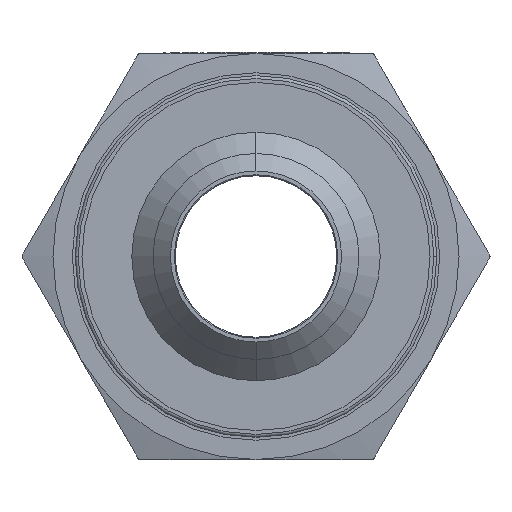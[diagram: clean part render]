
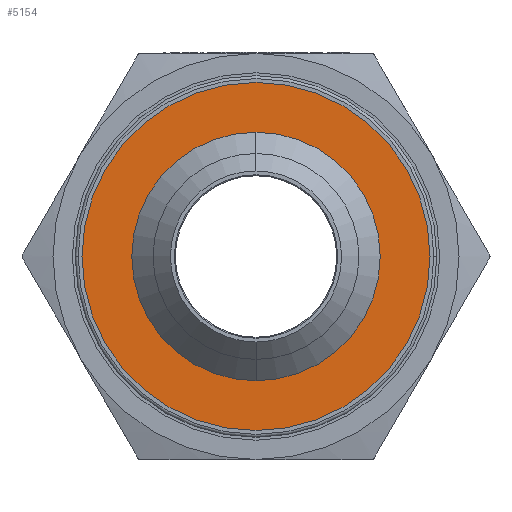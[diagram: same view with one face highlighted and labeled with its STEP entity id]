
A CAD part, left-side view. The second image highlights one B-rep face of the part: STEP entity #5154.
In plain terms, the highlighted planar face has unit normal (-1, 0, 0).
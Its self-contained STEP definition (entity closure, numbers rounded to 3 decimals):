
#781 = DIRECTION ( 'NONE',  ( 0., 1., 0. ) ) ;
#895 = DIRECTION ( 'NONE',  ( -1., 0., 0. ) ) ;
#1349 = AXIS2_PLACEMENT_3D ( 'NONE', #13057, #895, #5446 ) ;
#1667 = DIRECTION ( 'NONE',  ( 1., 0., 0. ) ) ;
#2401 = AXIS2_PLACEMENT_3D ( 'NONE', #9498, #1667, #2809 ) ;
#2724 = ORIENTED_EDGE ( 'NONE', *, *, #14321, .T. ) ;
#2809 = DIRECTION ( 'NONE',  ( 0., 0., 1. ) ) ;
#3051 = CARTESIAN_POINT ( 'NONE',  ( -8.8, 0., 0. ) ) ;
#4091 = CIRCLE ( 'NONE', #2401, 12.85 ) ;
#4520 = VERTEX_POINT ( 'NONE', #10337 ) ;
#4601 = FACE_OUTER_BOUND ( 'NONE', #8819, .T. ) ;
#5154 = ADVANCED_FACE ( 'NONE', ( #7561, #4601 ), #6408, .F. ) ;
#5446 = DIRECTION ( 'NONE',  ( 0., 0., 1. ) ) ;
#5618 = AXIS2_PLACEMENT_3D ( 'NONE', #13245, #6547, #14369 ) ;
#6385 = VERTEX_POINT ( 'NONE', #11155 ) ;
#6408 = PLANE ( 'NONE',  #13548 ) ;
#6547 = DIRECTION ( 'NONE',  ( 1., 0., 0. ) ) ;
#7495 = EDGE_CURVE ( 'NONE', #4520, #12232, #9104, .T. ) ;
#7561 = FACE_BOUND ( 'NONE', #14425, .T. ) ;
#7816 = ORIENTED_EDGE ( 'NONE', *, *, #7920, .T. ) ;
#7920 = EDGE_CURVE ( 'NONE', #12232, #4520, #8172, .T. ) ;
#8172 = CIRCLE ( 'NONE', #12633, 18. ) ;
#8819 = EDGE_LOOP ( 'NONE', ( #7816, #14265 ) ) ;
#8862 = ORIENTED_EDGE ( 'NONE', *, *, #10451, .T. ) ;
#9104 = CIRCLE ( 'NONE', #1349, 18. ) ;
#9498 = CARTESIAN_POINT ( 'NONE',  ( -8.8, 0., 0. ) ) ;
#10162 = CARTESIAN_POINT ( 'NONE',  ( -8.8, 0., 18. ) ) ;
#10337 = CARTESIAN_POINT ( 'NONE',  ( -8.8, 0., -18. ) ) ;
#10451 = EDGE_CURVE ( 'NONE', #6385, #11921, #13876, .T. ) ;
#10825 = DIRECTION ( 'NONE',  ( -1., 0., 0. ) ) ;
#10942 = CARTESIAN_POINT ( 'NONE',  ( -8.8, 0., 0. ) ) ;
#11155 = CARTESIAN_POINT ( 'NONE',  ( -8.8, 0., -12.85 ) ) ;
#11208 = CARTESIAN_POINT ( 'NONE',  ( -8.8, 0., 12.85 ) ) ;
#11921 = VERTEX_POINT ( 'NONE', #11208 ) ;
#11989 = DIRECTION ( 'NONE',  ( 0., 0., 1. ) ) ;
#12005 = DIRECTION ( 'NONE',  ( 1., 0., 0. ) ) ;
#12232 = VERTEX_POINT ( 'NONE', #10162 ) ;
#12633 = AXIS2_PLACEMENT_3D ( 'NONE', #3051, #10825, #11989 ) ;
#13057 = CARTESIAN_POINT ( 'NONE',  ( -8.8, 0., 0. ) ) ;
#13245 = CARTESIAN_POINT ( 'NONE',  ( -8.8, 0., 0. ) ) ;
#13548 = AXIS2_PLACEMENT_3D ( 'NONE', #10942, #12005, #781 ) ;
#13876 = CIRCLE ( 'NONE', #5618, 12.85 ) ;
#14265 = ORIENTED_EDGE ( 'NONE', *, *, #7495, .T. ) ;
#14321 = EDGE_CURVE ( 'NONE', #11921, #6385, #4091, .T. ) ;
#14369 = DIRECTION ( 'NONE',  ( 0., 0., 1. ) ) ;
#14425 = EDGE_LOOP ( 'NONE', ( #2724, #8862 ) ) ;
